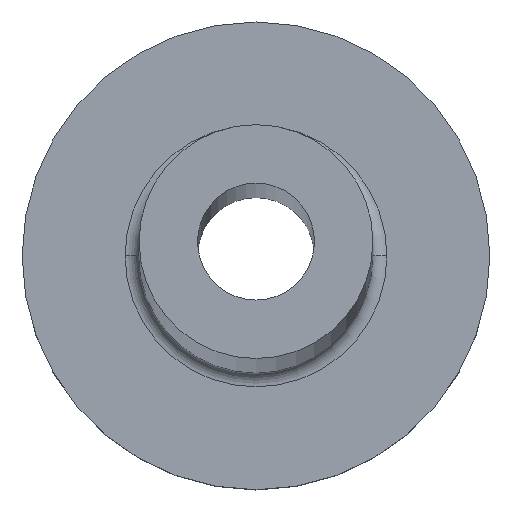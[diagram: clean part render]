
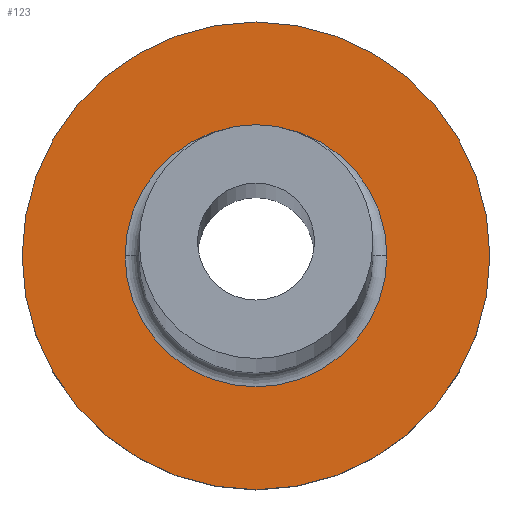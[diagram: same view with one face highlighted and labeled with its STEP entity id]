
A CAD part, top view. The second image highlights one B-rep face of the part: STEP entity #123.
In plain terms, the highlighted planar face has unit normal (0, 0, 1).
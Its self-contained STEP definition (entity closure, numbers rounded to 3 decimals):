
#16 = ORIENTED_EDGE ( 'NONE', *, *, #248, .T. ) ;
#43 = VERTEX_POINT ( 'NONE', #112 ) ;
#59 = CARTESIAN_POINT ( 'NONE',  ( 0., 0., 3. ) ) ;
#65 = CARTESIAN_POINT ( 'NONE',  ( 0., 0., 3. ) ) ;
#68 = CIRCLE ( 'NONE', #367, 2.8 ) ;
#73 = EDGE_LOOP ( 'NONE', ( #16, #273 ) ) ;
#74 = EDGE_CURVE ( 'NONE', #43, #250, #170, .T. ) ;
#108 = ORIENTED_EDGE ( 'NONE', *, *, #318, .T. ) ;
#111 = DIRECTION ( 'NONE',  ( 1., 0., 0. ) ) ;
#112 = CARTESIAN_POINT ( 'NONE',  ( -5., 0., 3. ) ) ;
#117 = CARTESIAN_POINT ( 'NONE',  ( 0., 0., 3. ) ) ;
#122 = CARTESIAN_POINT ( 'NONE',  ( 5., 0., 3. ) ) ;
#123 = ADVANCED_FACE ( 'NONE', ( #288, #352 ), #140, .T. ) ;
#124 = DIRECTION ( 'NONE',  ( 1., 0., 0. ) ) ;
#132 = ORIENTED_EDGE ( 'NONE', *, *, #74, .T. ) ;
#140 = PLANE ( 'NONE',  #180 ) ;
#160 = CARTESIAN_POINT ( 'NONE',  ( 2.8, 0., 3. ) ) ;
#167 = VERTEX_POINT ( 'NONE', #268 ) ;
#170 = CIRCLE ( 'NONE', #207, 5. ) ;
#171 = CIRCLE ( 'NONE', #283, 5. ) ;
#177 = DIRECTION ( 'NONE',  ( 0., 0., 1. ) ) ;
#180 = AXIS2_PLACEMENT_3D ( 'NONE', #255, #199, #201 ) ;
#199 = DIRECTION ( 'NONE',  ( 0., 0., 1. ) ) ;
#201 = DIRECTION ( 'NONE',  ( 1., 0., 0. ) ) ;
#207 = AXIS2_PLACEMENT_3D ( 'NONE', #117, #258, #111 ) ;
#222 = AXIS2_PLACEMENT_3D ( 'NONE', #328, #263, #124 ) ;
#226 = EDGE_CURVE ( 'NONE', #167, #341, #68, .T. ) ;
#248 = EDGE_CURVE ( 'NONE', #341, #167, #278, .T. ) ;
#250 = VERTEX_POINT ( 'NONE', #122 ) ;
#255 = CARTESIAN_POINT ( 'NONE',  ( 0., 0., 3. ) ) ;
#258 = DIRECTION ( 'NONE',  ( 0., 0., 1. ) ) ;
#263 = DIRECTION ( 'NONE',  ( 0., 0., -1. ) ) ;
#268 = CARTESIAN_POINT ( 'NONE',  ( -2.8, 0., 3. ) ) ;
#273 = ORIENTED_EDGE ( 'NONE', *, *, #226, .T. ) ;
#278 = CIRCLE ( 'NONE', #222, 2.8 ) ;
#282 = EDGE_LOOP ( 'NONE', ( #132, #108 ) ) ;
#283 = AXIS2_PLACEMENT_3D ( 'NONE', #59, #177, #292 ) ;
#288 = FACE_BOUND ( 'NONE', #73, .T. ) ;
#291 = DIRECTION ( 'NONE',  ( 1., 0., 0. ) ) ;
#292 = DIRECTION ( 'NONE',  ( 1., 0., 0. ) ) ;
#318 = EDGE_CURVE ( 'NONE', #250, #43, #171, .T. ) ;
#328 = CARTESIAN_POINT ( 'NONE',  ( 0., 0., 3. ) ) ;
#341 = VERTEX_POINT ( 'NONE', #160 ) ;
#352 = FACE_OUTER_BOUND ( 'NONE', #282, .T. ) ;
#358 = DIRECTION ( 'NONE',  ( 0., 0., -1. ) ) ;
#367 = AXIS2_PLACEMENT_3D ( 'NONE', #65, #358, #291 ) ;
